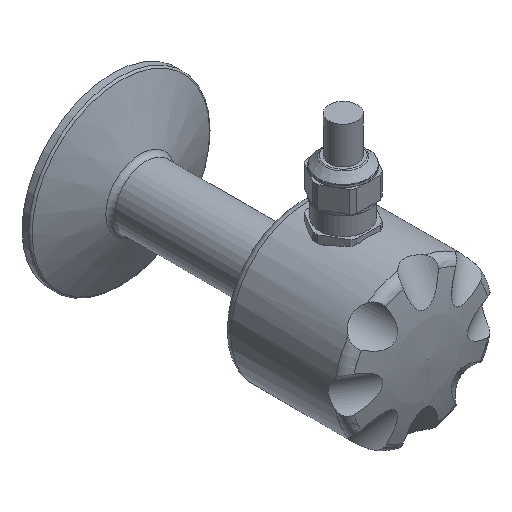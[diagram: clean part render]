
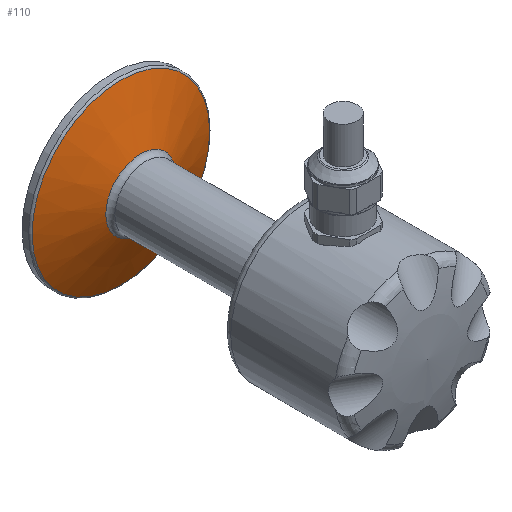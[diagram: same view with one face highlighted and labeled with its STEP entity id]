
A CAD part, isometric view. The second image highlights one B-rep face of the part: STEP entity #110.
In plain terms, the highlighted conical face has half-angle 70 degrees and reference radius 11 mm.
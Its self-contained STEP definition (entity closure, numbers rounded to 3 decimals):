
#110 = ADVANCED_FACE( '', ( #285, #286 ), #287, .T. );
#285 = FACE_OUTER_BOUND( '', #550, .T. );
#286 = FACE_BOUND( '', #551, .T. );
#287 = CONICAL_SURFACE( '', #552, 11., 1.222 );
#550 = EDGE_LOOP( '', ( #831 ) );
#551 = EDGE_LOOP( '', ( #832 ) );
#552 = AXIS2_PLACEMENT_3D( '', #833, #834, #835 );
#831 = ORIENTED_EDGE( '', *, *, #1439, .T. );
#832 = ORIENTED_EDGE( '', *, *, #1440, .T. );
#833 = CARTESIAN_POINT( '', ( 0., -10.493, 0. ) );
#834 = DIRECTION( '', ( 0., 1., 0. ) );
#835 = DIRECTION( '', ( 0., 0., 1. ) );
#1439 = EDGE_CURVE( '', #1691, #1691, #1692, .T. );
#1440 = EDGE_CURVE( '', #1693, #1693, #1694, .T. );
#1691 = VERTEX_POINT( '', #2140 );
#1692 = CIRCLE( '', #2141, 31.474 );
#1693 = VERTEX_POINT( '', #2142 );
#1694 = CIRCLE( '', #2143, 12.316 );
#2140 = CARTESIAN_POINT( '', ( 0., -3.042, -31.474 ) );
#2141 = AXIS2_PLACEMENT_3D( '', #3177, #3178, #3179 );
#2142 = CARTESIAN_POINT( '', ( 0., -10.014, 12.316 ) );
#2143 = AXIS2_PLACEMENT_3D( '', #3180, #3181, #3182 );
#3177 = CARTESIAN_POINT( '', ( 0., -3.042, 0. ) );
#3178 = DIRECTION( '', ( 0., -1., 0. ) );
#3179 = DIRECTION( '', ( 0., 0., -1. ) );
#3180 = CARTESIAN_POINT( '', ( 0., -10.014, 0. ) );
#3181 = DIRECTION( '', ( 0., 1., 0. ) );
#3182 = DIRECTION( '', ( 0., 0., 1. ) );
